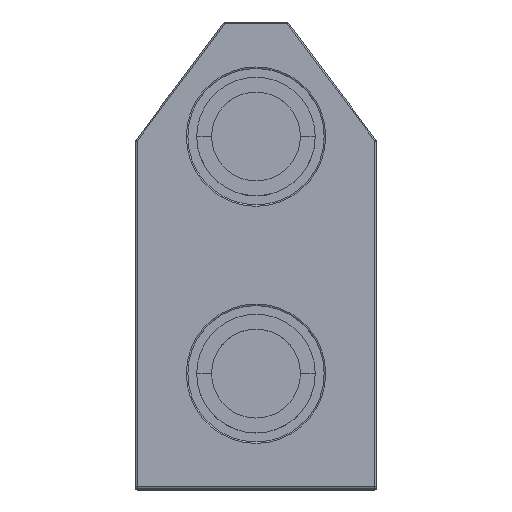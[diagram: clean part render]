
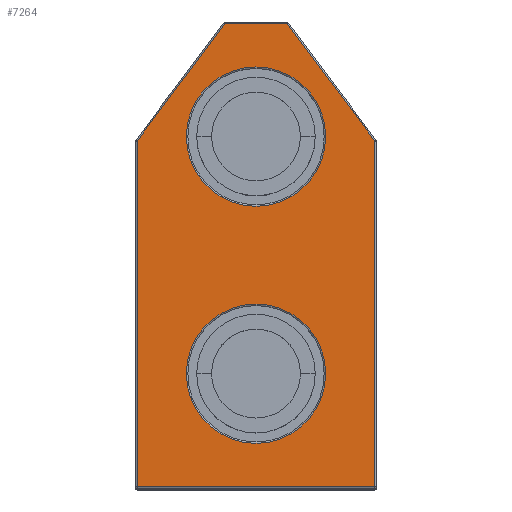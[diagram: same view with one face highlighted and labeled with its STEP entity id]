
A CAD part, top view. The second image highlights one B-rep face of the part: STEP entity #7264.
In plain terms, the highlighted planar face has unit normal (0, 0, 1).
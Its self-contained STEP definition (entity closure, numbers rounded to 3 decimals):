
#69=FACE_BOUND('',#1170,.T.);
#70=FACE_BOUND('',#1171,.T.);
#116=PLANE('',#7918);
#435=CIRCLE('',#7919,2.35);
#436=CIRCLE('',#7920,2.35);
#740=FACE_OUTER_BOUND('',#1169,.T.);
#1169=EDGE_LOOP('',(#4926,#4927,#4928,#4929,#4930,#4931));
#1170=EDGE_LOOP('',(#4932));
#1171=EDGE_LOOP('',(#4933));
#1652=LINE('',#10939,#2356);
#1658=LINE('',#10969,#2362);
#1662=LINE('',#10982,#2366);
#1664=LINE('',#10985,#2368);
#1666=LINE('',#10988,#2370);
#1674=LINE('',#11000,#2378);
#2356=VECTOR('',#8828,10.);
#2362=VECTOR('',#8864,10.);
#2366=VECTOR('',#8880,10.);
#2368=VECTOR('',#8884,10.);
#2370=VECTOR('',#8888,10.);
#2378=VECTOR('',#8904,10.);
#3067=VERTEX_POINT('',#10896);
#3073=VERTEX_POINT('',#10913);
#3079=VERTEX_POINT('',#10930);
#3085=VERTEX_POINT('',#10950);
#3088=VERTEX_POINT('',#10960);
#3091=VERTEX_POINT('',#10973);
#3093=VERTEX_POINT('',#11014);
#3094=VERTEX_POINT('',#11016);
#3770=EDGE_CURVE('',#3067,#3079,#1652,.T.);
#3785=EDGE_CURVE('',#3079,#3088,#1658,.T.);
#3792=EDGE_CURVE('',#3088,#3091,#1662,.T.);
#3794=EDGE_CURVE('',#3091,#3085,#1664,.T.);
#3796=EDGE_CURVE('',#3085,#3073,#1666,.T.);
#3804=EDGE_CURVE('',#3073,#3067,#1674,.T.);
#3812=EDGE_CURVE('',#3093,#3093,#435,.T.);
#3813=EDGE_CURVE('',#3094,#3094,#436,.T.);
#4926=ORIENTED_EDGE('',*,*,#3770,.F.);
#4927=ORIENTED_EDGE('',*,*,#3804,.F.);
#4928=ORIENTED_EDGE('',*,*,#3796,.F.);
#4929=ORIENTED_EDGE('',*,*,#3794,.F.);
#4930=ORIENTED_EDGE('',*,*,#3792,.F.);
#4931=ORIENTED_EDGE('',*,*,#3785,.F.);
#4932=ORIENTED_EDGE('',*,*,#3812,.F.);
#4933=ORIENTED_EDGE('',*,*,#3813,.F.);
#7264=ADVANCED_FACE('',(#740,#69,#70),#116,.T.);
#7918=AXIS2_PLACEMENT_3D('',#11013,#8922,#8923);
#7919=AXIS2_PLACEMENT_3D('',#11015,#8924,#8925);
#7920=AXIS2_PLACEMENT_3D('',#11017,#8926,#8927);
#8828=DIRECTION('',(0.6,-0.8,0.));
#8864=DIRECTION('',(0.,-1.,0.));
#8880=DIRECTION('',(-1.,0.,0.));
#8884=DIRECTION('',(0.,1.,0.));
#8888=DIRECTION('',(0.6,0.8,0.));
#8904=DIRECTION('',(1.,0.,0.));
#8922=DIRECTION('center_axis',(0.,0.,1.));
#8923=DIRECTION('ref_axis',(1.,0.,0.));
#8924=DIRECTION('center_axis',(0.,0.,1.));
#8925=DIRECTION('ref_axis',(-1.,0.,0.));
#8926=DIRECTION('center_axis',(0.,0.,1.));
#8927=DIRECTION('ref_axis',(-1.,0.,0.));
#10896=CARTESIAN_POINT('',(1.039,7.818,35.852));
#10913=CARTESIAN_POINT('',(-1.039,7.818,35.852));
#10930=CARTESIAN_POINT('',(4.014,3.851,35.852));
#10939=CARTESIAN_POINT('',(4.415,3.316,35.852));
#10950=CARTESIAN_POINT('',(-4.014,3.851,35.852));
#10960=CARTESIAN_POINT('',(4.014,-7.818,35.852));
#10969=CARTESIAN_POINT('',(4.014,-4.339,35.852));
#10973=CARTESIAN_POINT('',(-4.014,-7.818,35.852));
#10982=CARTESIAN_POINT('',(-2.032,-7.818,35.852));
#10985=CARTESIAN_POINT('',(-4.014,1.528,35.852));
#10988=CARTESIAN_POINT('',(-2.915,5.316,35.852));
#11000=CARTESIAN_POINT('',(0.532,7.818,35.852));
#11013=CARTESIAN_POINT('Origin',(0.,-0.811,35.852));
#11014=CARTESIAN_POINT('',(2.35,-4.,35.852));
#11015=CARTESIAN_POINT('Origin',(0.,-4.,35.852));
#11016=CARTESIAN_POINT('',(2.35,4.,35.852));
#11017=CARTESIAN_POINT('Origin',(0.,4.,35.852));
